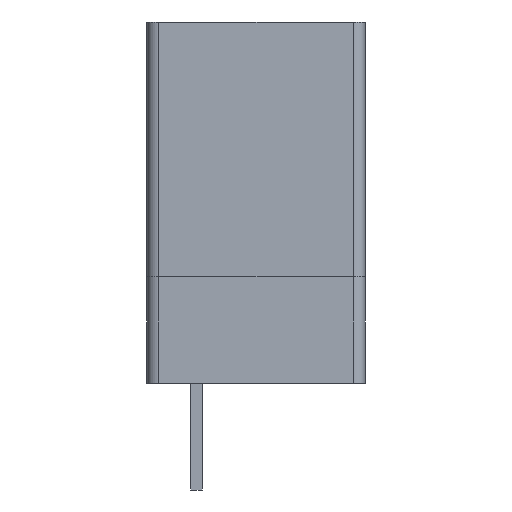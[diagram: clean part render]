
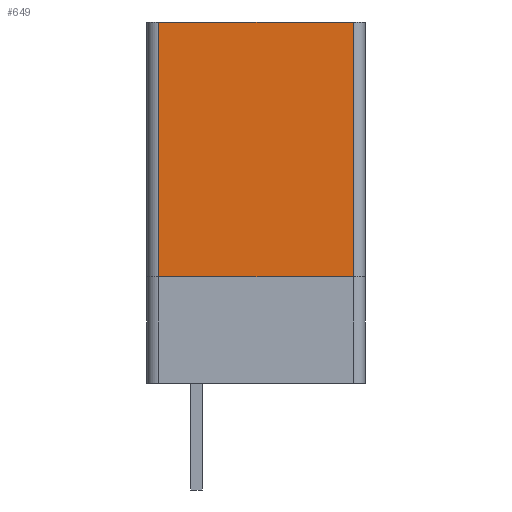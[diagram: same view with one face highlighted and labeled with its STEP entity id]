
A CAD part, left-side view. The second image highlights one B-rep face of the part: STEP entity #649.
In plain terms, the highlighted planar face has unit normal (-1, 0, 0).
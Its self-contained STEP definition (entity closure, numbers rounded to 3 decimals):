
#130 = VERTEX_POINT('',#131);
#131 = CARTESIAN_POINT('',(-34.544,2.002,15.494));
#138 = EDGE_CURVE('',#139,#130,#141,.T.);
#139 = VERTEX_POINT('',#140);
#140 = CARTESIAN_POINT('',(-34.544,-6.345,15.494));
#141 = LINE('',#142,#143);
#142 = CARTESIAN_POINT('',(-34.544,-6.845,15.494));
#143 = VECTOR('',#144,1.);
#144 = DIRECTION('',(0.,1.,0.));
#604 = VERTEX_POINT('',#605);
#605 = CARTESIAN_POINT('',(-34.544,2.002,4.572));
#614 = EDGE_CURVE('',#604,#130,#615,.T.);
#615 = LINE('',#616,#617);
#616 = CARTESIAN_POINT('',(-34.544,2.002,4.572));
#617 = VECTOR('',#618,1.);
#618 = DIRECTION('',(0.,0.,1.));
#629 = VERTEX_POINT('',#630);
#630 = CARTESIAN_POINT('',(-34.544,-6.345,4.572));
#639 = EDGE_CURVE('',#629,#139,#640,.T.);
#640 = LINE('',#641,#642);
#641 = CARTESIAN_POINT('',(-34.544,-6.345,4.572));
#642 = VECTOR('',#643,1.);
#643 = DIRECTION('',(0.,0.,1.));
#649 = ADVANCED_FACE('',(#650),#661,.F.);
#650 = FACE_BOUND('',#651,.F.);
#651 = EDGE_LOOP('',(#652,#653,#654,#660));
#652 = ORIENTED_EDGE('',*,*,#138,.F.);
#653 = ORIENTED_EDGE('',*,*,#639,.F.);
#654 = ORIENTED_EDGE('',*,*,#655,.T.);
#655 = EDGE_CURVE('',#629,#604,#656,.T.);
#656 = LINE('',#657,#658);
#657 = CARTESIAN_POINT('',(-34.544,-6.845,4.572));
#658 = VECTOR('',#659,1.);
#659 = DIRECTION('',(0.,1.,0.));
#660 = ORIENTED_EDGE('',*,*,#614,.T.);
#661 = PLANE('',#662);
#662 = AXIS2_PLACEMENT_3D('',#663,#664,#665);
#663 = CARTESIAN_POINT('',(-34.544,-6.845,0.));
#664 = DIRECTION('',(1.,0.,0.));
#665 = DIRECTION('',(0.,0.,1.));
